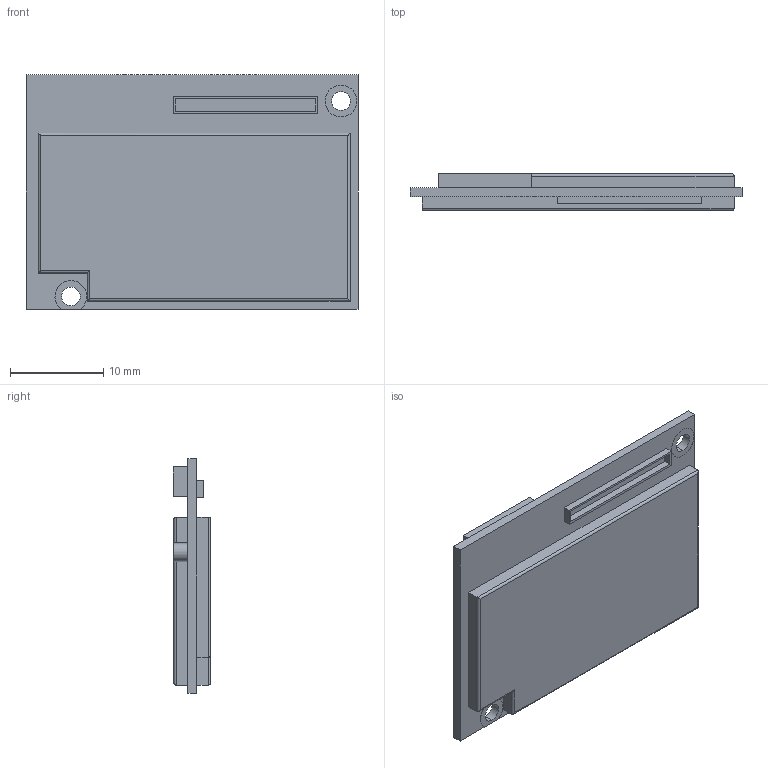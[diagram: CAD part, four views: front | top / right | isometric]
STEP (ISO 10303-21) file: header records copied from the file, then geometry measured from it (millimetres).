
FILE_DESCRIPTION (( 'STEP AP214' ), '1' );
FILE_NAME ('intel edison.STEP', '2015-06-04T18:44:33', ( '' ), ( '' ), 'SwSTEP 2.0', 'SolidWorks 2014', '' );
FILE_SCHEMA (( 'AUTOMOTIVE_DESIGN' ));
Length unit declared in the file: millimetre
Products named in the file (1): intel edison
Bounding box: 35.56 x 4.01 x 25.08 mm (x, y, z)
Volume: 2489.7 mm3; surface area: 2276.7 mm2
Topology: 1 solids, 1 shells, 71 faces, 164 edges, 106 vertices
Faces by surface type: plane 45, cylinder 26
Entity records: 2736 total; most frequent: CARTESIAN_POINT 372, DIRECTION 330, ORIENTED_EDGE 328, EDGE_CURVE 164, VECTOR 122, LINE 122, VERTEX_POINT 106, AXIS2_PLACEMENT_3D 104
